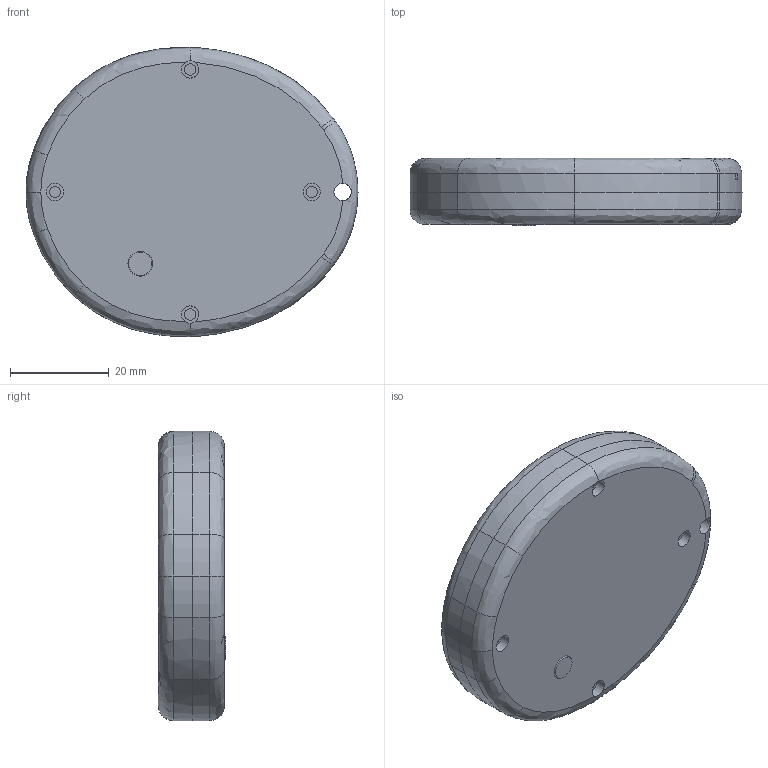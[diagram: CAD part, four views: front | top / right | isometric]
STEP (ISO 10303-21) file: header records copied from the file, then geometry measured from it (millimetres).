
FILE_DESCRIPTION(/* description */ (''),/* implementation_level */ '2;1');
FILE_NAME(/* name */ '',/* time_stamp */ '2025-09-29T09:55:46+09:00',/* author */ (''),/* organization */ (''),/* preprocessor_version */ 'ST-DEVELOPER v20.1',/* originating_system */ 'Autodesk Translation Framework v14.17.0.0',/* authorisation */ '');
FILE_SCHEMA (('AUTOMOTIVE_DESIGN { 1 0 10303 214 3 1 1 }'));
Length unit declared in the file: millimetre
Products named in the file (1): ケース
Bounding box: 67.08 x 13.58 x 58.44 mm (x, y, z)
Volume: 28987.9 mm3; surface area: 18606.8 mm2
Topology: 4 solids, 4 shells, 138 faces, 311 edges, 200 vertices
Faces by surface type: plane 59, bspline 44, cylinder 35
Full cylindrical faces by diameter (mm): 2.3 x8, 3 x4, 3.1 x3, 3.5 x9, 4.7 x1, 5 x1, 5.8 x1
Entity records: 5012 total; most frequent: CARTESIAN_POINT 2070, ORIENTED_EDGE 622, DIRECTION 515, EDGE_CURVE 311, VERTEX_POINT 200, AXIS2_PLACEMENT_3D 189, EDGE_LOOP 175, FACE_OUTER_BOUND 138
